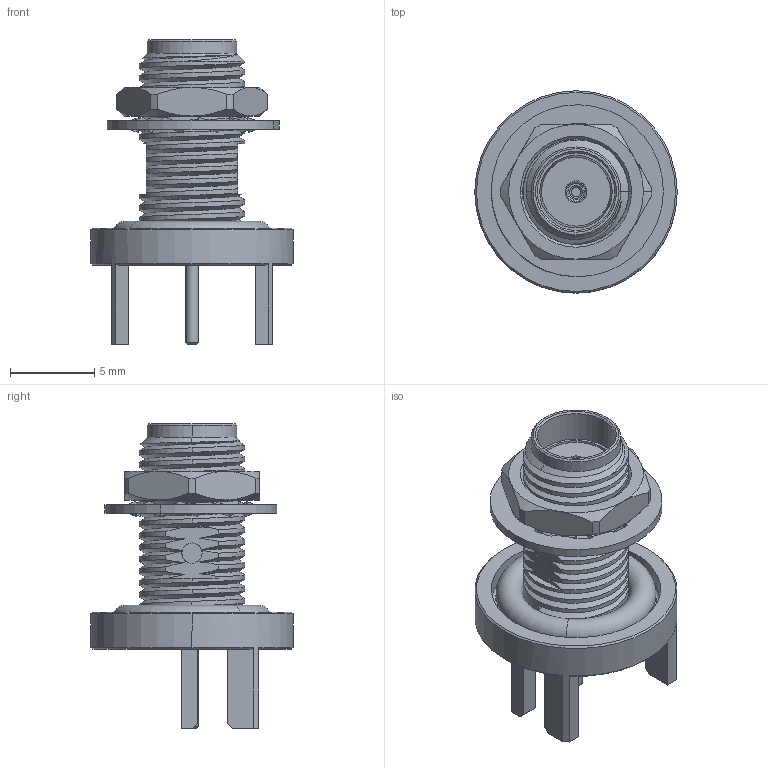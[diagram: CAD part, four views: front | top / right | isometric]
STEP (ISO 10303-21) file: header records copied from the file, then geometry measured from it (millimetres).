
FILE_DESCRIPTION (( 'STEP AP214' ), '1' );
FILE_NAME ('30-462-1-D3-1.6.STEP', '2021-03-04T10:03:58', ( '' ), ( '' ), 'SwSTEP 2.0', 'SolidWorks 2021', '' );
FILE_SCHEMA (( 'AUTOMOTIVE_DESIGN' ));
Length unit declared in the file: millimetre
Products named in the file (1): 30-462-1-D3-1.6
Bounding box: 12 x 12 x 18.08 mm (x, y, z)
Surface area: 1198.6 mm2 (no closed solid volume)
Topology: 0 solids, 11 shells, 265 faces, 712 edges, 462 vertices
Faces by surface type: plane 86, cylinder 72, bspline 58, cone 41, torus 8
Entity records: 19238 total; most frequent: CARTESIAN_POINT 10261, ORIENTED_EDGE 1368, DIRECTION 1071, EDGE_CURVE 712, VERTEX_POINT 462, AXIS2_PLACEMENT_3D 375, VECTOR 321, LINE 321
